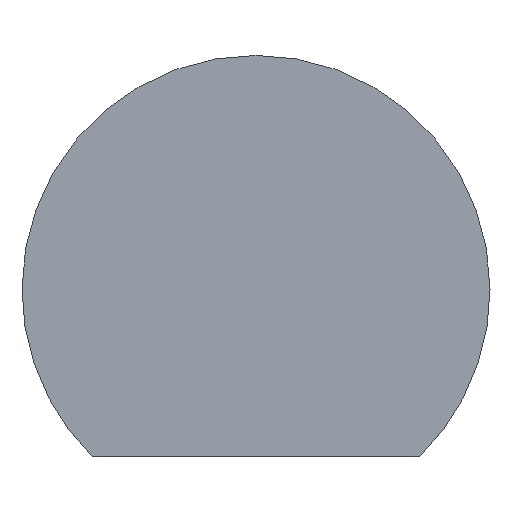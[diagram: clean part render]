
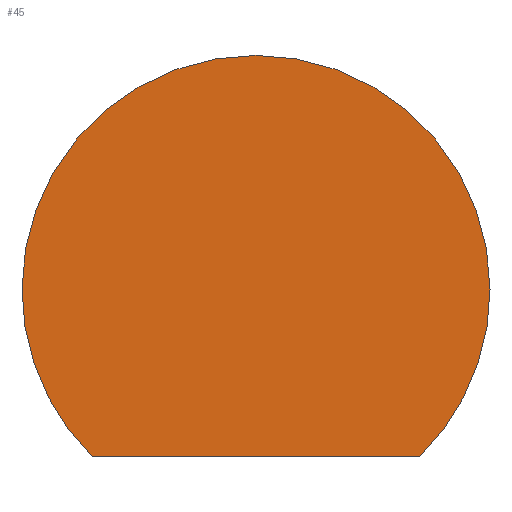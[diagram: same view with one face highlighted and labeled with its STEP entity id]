
A CAD part, top view. The second image highlights one B-rep face of the part: STEP entity #45.
In plain terms, the highlighted planar face has unit normal (0, 0, 1).
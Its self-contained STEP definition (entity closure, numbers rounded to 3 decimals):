
#5 = EDGE_LOOP ( 'NONE', ( #147, #123, #150, #179 ) ) ;
#10 = CARTESIAN_POINT ( 'NONE',  ( 35., 0., 4. ) ) ;
#11 = CARTESIAN_POINT ( 'NONE',  ( 24.495, -25., 4. ) ) ;
#14 = CARTESIAN_POINT ( 'NONE',  ( -35., 0., 4. ) ) ;
#25 = EDGE_CURVE ( 'NONE', #125, #133, #114, .T. ) ;
#37 = DIRECTION ( 'NONE',  ( 1., 0., 0. ) ) ;
#38 = DIRECTION ( 'NONE',  ( 0., 0., 1. ) ) ;
#39 = CARTESIAN_POINT ( 'NONE',  ( 0., 0., 4. ) ) ;
#45 = ADVANCED_FACE ( 'NONE', ( #108 ), #71, .T. ) ;
#50 = EDGE_CURVE ( 'NONE', #148, #125, #107, .T. ) ;
#55 = CARTESIAN_POINT ( 'NONE',  ( -24.495, -25., 4. ) ) ;
#58 = DIRECTION ( 'NONE',  ( 1., 0., 0. ) ) ;
#60 = EDGE_CURVE ( 'NONE', #133, #131, #103, .T. ) ;
#61 = DIRECTION ( 'NONE',  ( 1., 0., 0. ) ) ;
#64 = DIRECTION ( 'NONE',  ( 0., 0., 1. ) ) ;
#65 = DIRECTION ( 'NONE',  ( 0., 0., 1. ) ) ;
#66 = CARTESIAN_POINT ( 'NONE',  ( 0., 0., 4. ) ) ;
#67 = CARTESIAN_POINT ( 'NONE',  ( 0., 0., 4. ) ) ;
#69 = DIRECTION ( 'NONE',  ( 1., 0., 0. ) ) ;
#71 = PLANE ( 'NONE',  #202 ) ;
#82 = CIRCLE ( 'NONE', #181, 35. ) ;
#103 = CIRCLE ( 'NONE', #201, 35. ) ;
#104 = VECTOR ( 'NONE', #58, 1000. ) ;
#107 = LINE ( 'NONE', #55, #104 ) ;
#108 = FACE_OUTER_BOUND ( 'NONE', #5, .T. ) ;
#114 = CIRCLE ( 'NONE', #205, 35. ) ;
#123 = ORIENTED_EDGE ( 'NONE', *, *, #60, .T. ) ;
#125 = VERTEX_POINT ( 'NONE', #11 ) ;
#131 = VERTEX_POINT ( 'NONE', #14 ) ;
#133 = VERTEX_POINT ( 'NONE', #10 ) ;
#147 = ORIENTED_EDGE ( 'NONE', *, *, #25, .T. ) ;
#148 = VERTEX_POINT ( 'NONE', #200 ) ;
#150 = ORIENTED_EDGE ( 'NONE', *, *, #208, .T. ) ;
#167 = DIRECTION ( 'NONE',  ( 1., 0., 0. ) ) ;
#168 = DIRECTION ( 'NONE',  ( 0., 0., 1. ) ) ;
#171 = CARTESIAN_POINT ( 'NONE',  ( 0., 0., 4. ) ) ;
#179 = ORIENTED_EDGE ( 'NONE', *, *, #50, .T. ) ;
#181 = AXIS2_PLACEMENT_3D ( 'NONE', #171, #168, #167 ) ;
#200 = CARTESIAN_POINT ( 'NONE',  ( -24.495, -25., 4. ) ) ;
#201 = AXIS2_PLACEMENT_3D ( 'NONE', #39, #38, #37 ) ;
#202 = AXIS2_PLACEMENT_3D ( 'NONE', #67, #64, #61 ) ;
#205 = AXIS2_PLACEMENT_3D ( 'NONE', #66, #65, #69 ) ;
#208 = EDGE_CURVE ( 'NONE', #131, #148, #82, .T. ) ;
